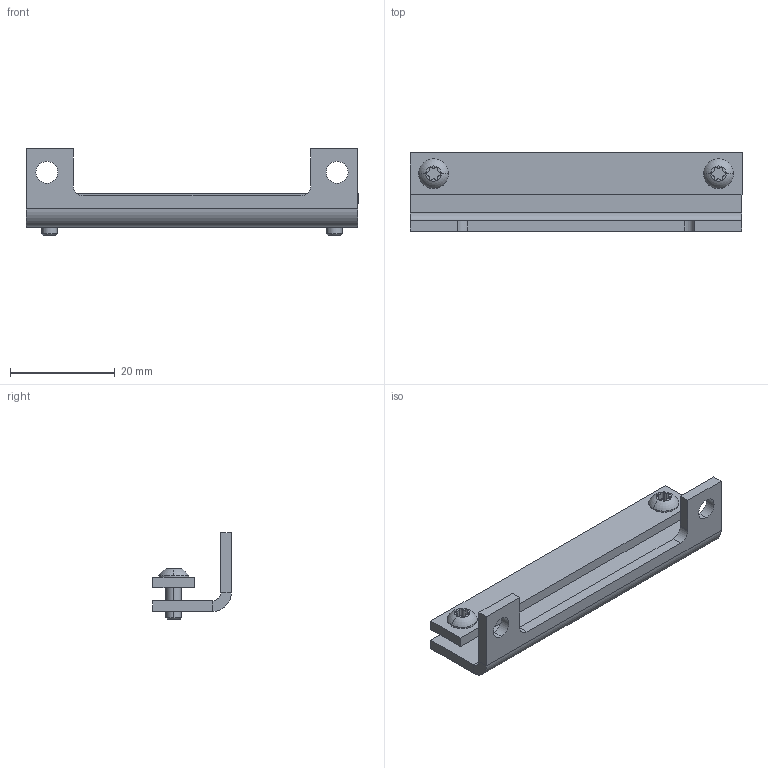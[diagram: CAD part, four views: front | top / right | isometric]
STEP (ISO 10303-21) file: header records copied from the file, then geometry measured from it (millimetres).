
FILE_DESCRIPTION (( 'STEP AP214' ), '1' );
FILE_NAME ('55432~0.STEP', '2018-08-13T15:14:16', ( '' ), ( '' ), 'SwSTEP 2.0', 'SolidWorks 2018', '' );
FILE_SCHEMA (( 'AUTOMOTIVE_DESIGN' ));
Length unit declared in the file: millimetre
Products named in the file (4): 55439~0; ISO7380~n_M03,0x008; 55432~0; 55438~0_S
Assembly tree (4 placements, depth 2):
  55432~0
    55438~0_S
    55439~0
    ISO7380~n_M03,0x008  x2
Bounding box: 63.5 x 15 x 16.5 mm (x, y, z)
Volume: 3677.4 mm3; surface area: 4625.1 mm2
Topology: 4 solids, 4 shells, 96 faces, 236 edges, 152 vertices
Faces by surface type: cylinder 58, plane 30, cone 4, torus 4
Entity records: 2233 total; most frequent: DIRECTION 393, CARTESIAN_POINT 345, ORIENTED_EDGE 330, EDGE_CURVE 165, AXIS2_PLACEMENT_3D 154, VERTEX_POINT 106, VECTOR 85, LINE 85
